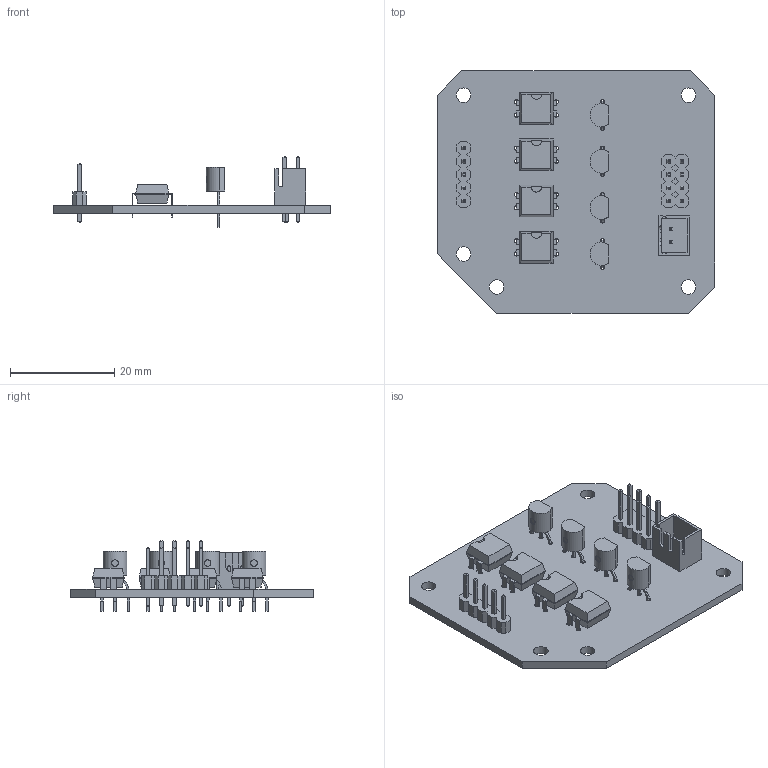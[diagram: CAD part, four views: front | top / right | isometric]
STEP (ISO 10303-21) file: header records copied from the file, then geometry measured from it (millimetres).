
FILE_DESCRIPTION(/* description */ (''),/* implementation_level */ '2;1');
FILE_NAME(/* name */ '4-Channel Opto-Isolator v1 v10.step',/* time_stamp */ '2019-03-23T19:50:33+00:00',/* author */ (''),/* organization */ (''),/* preprocessor_version */ 'ST-DEVELOPER v17.2',/* originating_system */ 'Autodesk Translation Framework v7.6.0.251',/* authorisation */ '');
FILE_SCHEMA (('AUTOMOTIVE_DESIGN { 1 0 10303 214 3 1 1 }'));
Length unit declared in the file: millimetre
Products named in the file (8): 4-Channel Opto-Isolator v1; PCB Component; Board; PC817; +VOUT; 1X05; 2N2222; +VIN
Assembly tree (13 placements, depth 3):
  4-Channel Opto-Isolator v1
    PCB Component
      Board
      PC817  x4
      +VOUT
      1X05
      2N2222  x4
      +VIN
Bounding box: 53.32 x 46.66 x 13.62 mm (x, y, z)
Volume: 4757.1 mm3; surface area: 7556 mm2
Topology: 24 solids, 24 shells, 798 faces, 1952 edges, 1252 vertices
Faces by surface type: plane 718, cylinder 64, bspline 16
Full cylindrical faces by diameter (mm): 0.813 x28, 1.016 x13, 1.105 x2, 1.27 x4, 2.8 x5
Entity records: 16491 total; most frequent: CARTESIAN_POINT 3028, ORIENTED_EDGE 2596, DIRECTION 2489, EDGE_CURVE 1298, LINE 1177, VECTOR 1177, VERTEX_POINT 823, EDGE_LOOP 665
